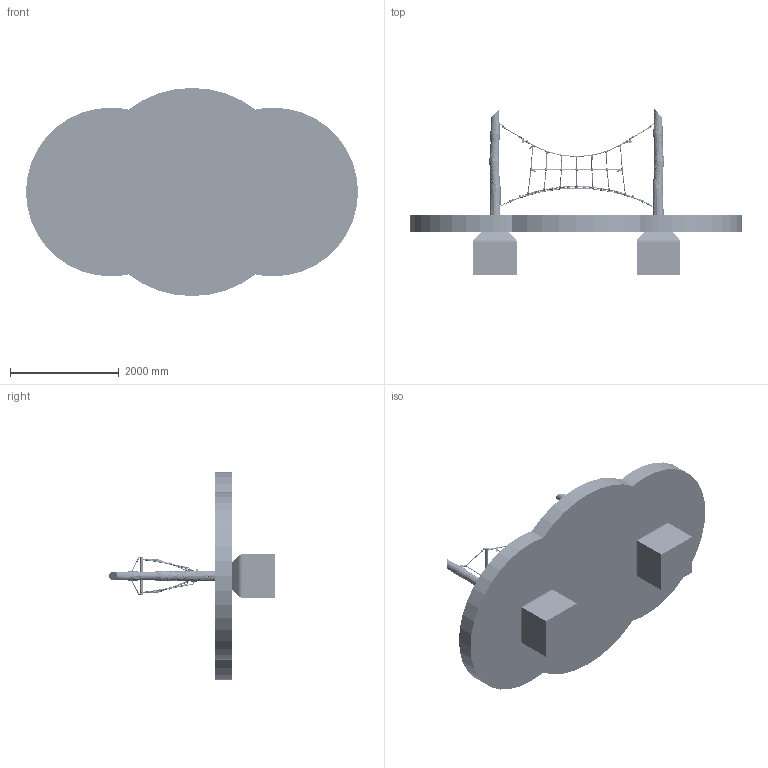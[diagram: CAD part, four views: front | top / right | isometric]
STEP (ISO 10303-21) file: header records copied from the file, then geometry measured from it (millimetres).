
FILE_DESCRIPTION (( 'STEP AP214' ), '1' );
FILE_NAME ('4960-5.STEP', '2018-04-30T06:59:54', ( '' ), ( '' ), 'SwSTEP 2.0', 'SolidWorks 2016', '' );
FILE_SCHEMA (( 'AUTOMOTIVE_DESIGN' ));
Length unit declared in the file: millimetre
Products named in the file (37): 70-4316 - Seilendverschlussbuchse; Quertraverse Bogenbr點keBogenbr點ke 4960-5-R; Knotenkugel-ohne; Bew. TStück Quer BeigeBogenbrücke 4960-5-R; DIN EN ISO 7719 - M8 - N_DIN EN ISO 7719 - M8 - N; ISO 4762 M8 x 25 --- 25N_ISO 4762 M8 x 25 --- 25N; Bew. TStück Längs BeigeBogenbrücke 4960-5-R; 4603 - VA-Drehwirbel mit Gabelkopf ; 8er Gabelkopf; 457-05 - Kunststoff Kausche beigeBogenbrücke 4960-5-R; b18.2.3.2m - formed hex screw, m8 x 1.25 x 40 --22wn_B18.2.3.2M - Formed hex screw, M8 x 1.25 x 40 --22WN; Br點keBogenbr點ke 4960-5-R_Standard<Wie bearbeitet>; din en iso 7040 - m8 - n_DIN EN ISO 7040 - M8 - N; Hintere Scheibe; iso 4018 - m10 x 20-wn_ISO 4018 - M10 x 20-WN; Vordere Scheibe; 4960-0-R+Bo.-BG; Drehwirbel; Stahllasche-1,40m-Robiniepfosten-4591-30+4591-60+4960; 46-02-1295T - Triangel; 4960-0-R+Bo; Rohrstopfen; Fundamente 4960-5-R; 457-05 - Kunststoff Kausche; FLATCKTT 0.216-14-type I-AB-1.625-N_FLATCKTT 0.216-14-type I-AB-1.625-N; Sicherheitsbereich; Sicherung von zusätzliches Bew. T-Stück; Sicherung (3) von 6er Kettenglied; Bew. T-Stück Längsträger; 55-02-06-08 - Kettenschäkel; 4960-5; Bew. TStück Quer; V-Seil_Standard<Wie bearbeitet>; Aufhängung4960-5Bogenbrücke 4960-5-R; v Seil neu; Ringmutter M10Bogenbrücke 4960-5-R
Assembly tree (189 placements, depth 4):
  4960-5
    Sicherheitsbereich
    Fundamente 4960-5-R
    4960-0-R+Bo.-BG  x2
      4960-0-R+Bo
      Stahllasche-1,40m-Robiniepfosten-4591-30+4591-60+4960
    Vordere Scheibe  x4
    Hintere Scheibe  x4
    4960-5
      Br點keBogenbr點ke 4960-5-R_Standard<Wie bearbeitet>
      457-05 - Kunststoff Kausche beigeBogenbrücke 4960-5-R  x8
      Bew. TStück Längs BeigeBogenbrücke 4960-5-R  x10
      Bew. TStück Quer BeigeBogenbrücke 4960-5-R  x10
      Aufhängung4960-5Bogenbrücke 4960-5-R  x2
        Quertraverse Bogenbr點keBogenbr點ke 4960-5-R
        Ringmutter M10Bogenbrücke 4960-5-R
      Sicherung von zusätzliches Bew. T-Stück  x8
        Bew. TStück Quer
        Bew. T-Stück Längsträger
      457-05 - Kunststoff Kausche  x2
      Rohrstopfen  x4
      46-02-1295T - Triangel  x2
      4603 - VA-Drehwirbel mit Gabelkopf   x2
        Drehwirbel
        iso 4018 - m10 x 20-wn_ISO 4018 - M10 x 20-WN
        din en iso 7040 - m8 - n_DIN EN ISO 7040 - M8 - N
        b18.2.3.2m - formed hex screw, m8 x 1.25 x 40 --22wn_B18.2.3.2M - Formed hex screw, M8 x 1.25 x 40 --22WN
        8er Gabelkopf
      ISO 4762 M8 x 25 --- 25N_ISO 4762 M8 x 25 --- 25N  x2
      DIN EN ISO 7719 - M8 - N_DIN EN ISO 7719 - M8 - N  x2
      Knotenkugel-ohne  x62
      70-4316 - Seilendverschlussbuchse  x2
    v Seil neu  x2
      457-05 - Kunststoff Kausche beigeBogenbrücke 4960-5-R
    457-05 - Kunststoff Kausche beigeBogenbrücke 4960-5-R  x4
    V-Seil_Standard<Wie bearbeitet>  x2
    55-02-06-08 - Kettenschäkel  x2
    Sicherung (3) von 6er Kettenglied  x24
    Rohrstopfen  x4
    FLATCKTT 0.216-14-type I-AB-1.625-N_FLATCKTT 0.216-14-type I-AB-1.625-N  x5
Bounding box: 6100 x 3063.05 x 3825 mm (x, y, z)
Volume: 6537080542.2 mm3; surface area: 58350472.2 mm2
Topology: 372 solids, 372 shells, 10331 faces, 26577 edges, 16777 vertices
Faces by surface type: plane 4994, cylinder 2727, torus 1212, bspline 646, cone 612, sphere 140
Entity records: 79202 total; most frequent: CARTESIAN_POINT 27794, DIRECTION 9649, ORIENTED_EDGE 9034, EDGE_CURVE 4517, AXIS2_PLACEMENT_3D 3803, VERTEX_POINT 2857, EDGE_LOOP 2120, LINE 2043
